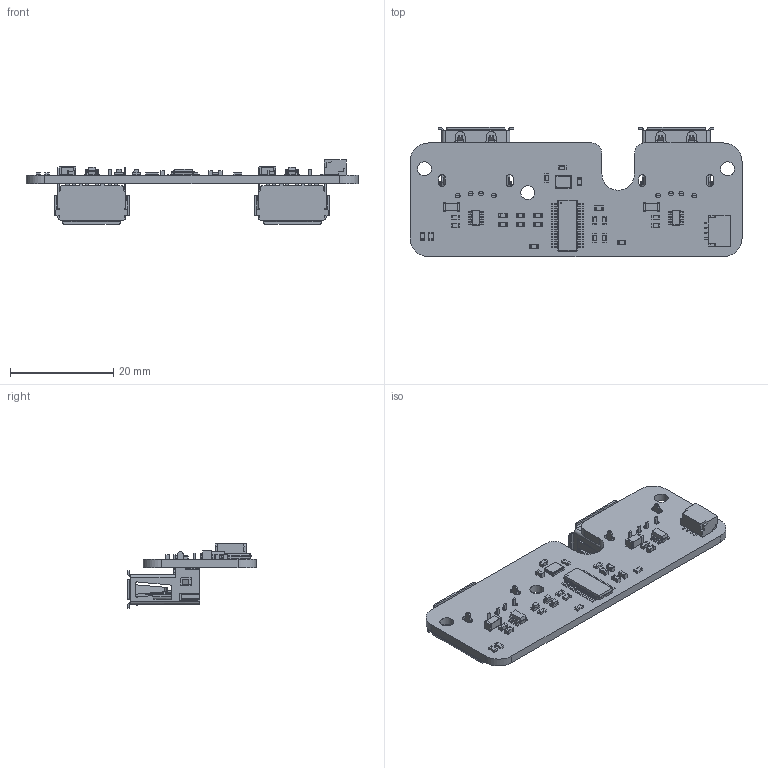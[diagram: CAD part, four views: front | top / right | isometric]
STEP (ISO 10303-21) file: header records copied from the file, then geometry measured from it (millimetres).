
FILE_DESCRIPTION(('KiCad electronic assembly'),'2;1');
FILE_NAME('USBHubV3.step','2025-12-05T22:32:51',('Pcbnew'),('Kicad'), 'Open CASCADE STEP processor 7.7','KiCad to STEP converter','Unknown' );
FILE_SCHEMA(('AUTOMOTIVE_DESIGN { 1 0 10303 214 1 1 1 1 }'));
Length unit declared in the file: millimetre
Products named in the file (20): USBHubV3 1; R_0603_1608Metric; C_0603_1608Metric; Crystal_SMD_3225-4Pin_3.2x2.5mm; SSOP-28_3.9x9.9mm_P0.635mm; SSOP_28_39x99mm_P0635mm; SOT-23-6; SOT_23_6; C_1206_3216Metric; SM04B-SRSS-TB; SM04B-SRSS; LED_0603_1608Metric; c-6364372-2-o-3d; C-6364372-2; USBHubV3_PCB
Assembly tree (41 placements, depth 3):
  USBHubV3 1
    R_0603_1608Metric  x9
      R_0603_1608Metric
    C_0603_1608Metric  x10
      C_0603_1608Metric
    Crystal_SMD_3225-4Pin_3.2x2.5mm
      Crystal_SMD_3225-4Pin_3.2x2.5mm
    SSOP-28_3.9x9.9mm_P0.635mm
      SSOP_28_39x99mm_P0635mm
    SOT-23-6  x2
      SOT_23_6
    C_1206_3216Metric  x2
      C_1206_3216Metric
    SM04B-SRSS-TB
      SM04B-SRSS
    LED_0603_1608Metric  x3
      LED_0603_1608Metric
    c-6364372-2-o-3d  x2
      C-6364372-2
    USBHubV3_PCB
Bounding box: 64.3 x 25.02 x 12.48 mm (x, y, z)
Volume: 3671.5 mm3; surface area: 6209.1 mm2
Topology: 32 solids, 32 shells, 2550 faces, 6821 edges, 4406 vertices
Faces by surface type: plane 1685, cylinder 629, bspline 236
Full cylindrical faces by diameter (mm): 0.2 x1, 0.92 x8, 2.7 x3
Entity records: 50077 total; most frequent: CARTESIAN_POINT 10159, ORIENTED_EDGE 7298, DIRECTION 6524, EDGE_CURVE 3649, LINE 2818, VECTOR 2818, VERTEX_POINT 2345, AXIS2_PLACEMENT_3D 1853
